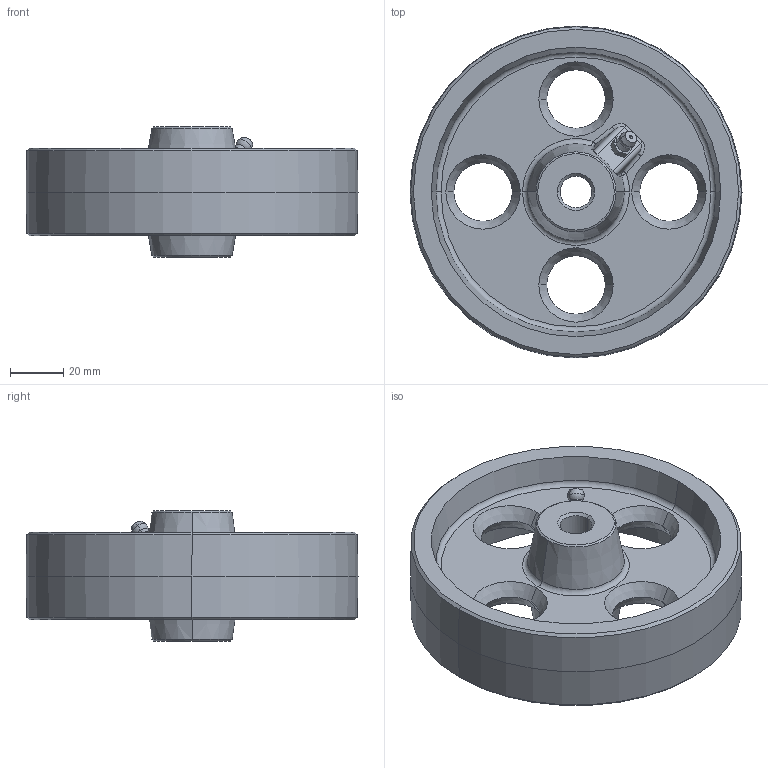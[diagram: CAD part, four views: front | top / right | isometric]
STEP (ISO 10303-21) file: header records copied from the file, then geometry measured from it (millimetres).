
FILE_DESCRIPTION (( 'STEP AP214' ), '1' );
FILE_NAME ('0010074.step', '2022-05-05T11:35:31', ( '' ), ( '' ), 'SwSTEP 2.0', 'SolidWorks 2020', '' );
FILE_SCHEMA (( 'AUTOMOTIVE_DESIGN' ));
Length unit declared in the file: millimetre
Products named in the file (1): 0010074
Bounding box: 125 x 125 x 49 mm (x, y, z)
Volume: 206451.7 mm3; surface area: 47249.2 mm2
Topology: 2 solids, 2 shells, 102 faces, 229 edges, 135 vertices
Faces by surface type: cone 50, plane 20, cylinder 11, torus 9, bspline 8, sphere 4
Entity records: 4320 total; most frequent: CARTESIAN_POINT 910, DIRECTION 492, ORIENTED_EDGE 450, EDGE_CURVE 225, AXIS2_PLACEMENT_3D 209, VERTEX_POINT 133, EDGE_LOOP 120, CIRCLE 114
